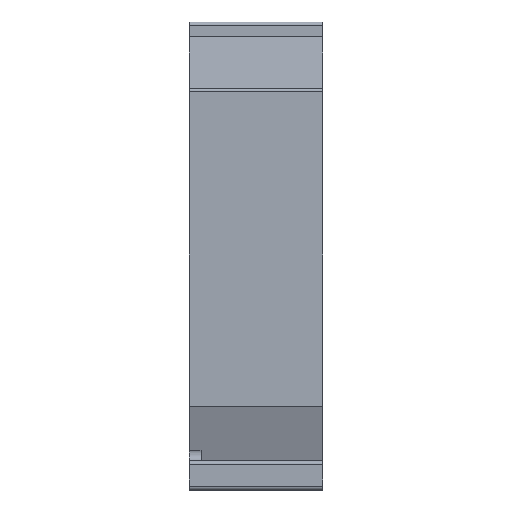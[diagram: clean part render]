
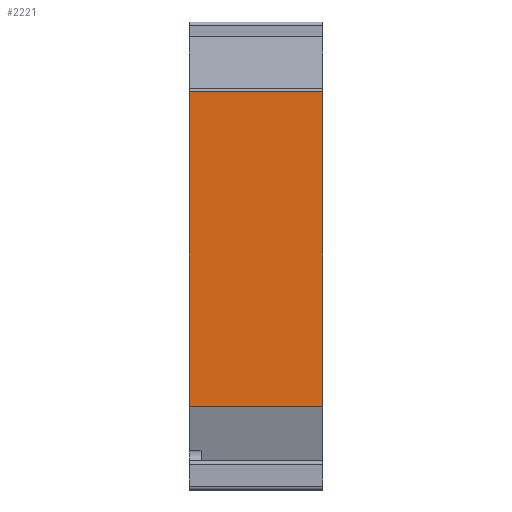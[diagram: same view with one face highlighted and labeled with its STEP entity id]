
A CAD part, left-side view. The second image highlights one B-rep face of the part: STEP entity #2221.
In plain terms, the highlighted planar face has unit normal (-1, 0, 0).
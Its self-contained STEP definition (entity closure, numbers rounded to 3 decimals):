
#333=ORIENTED_EDGE('',*,*,#876,.F.);
#334=ORIENTED_EDGE('',*,*,#995,.T.);
#335=ORIENTED_EDGE('',*,*,#996,.F.);
#336=ORIENTED_EDGE('',*,*,#997,.T.);
#876=EDGE_CURVE('',#1209,#1210,#1432,.T.);
#995=EDGE_CURVE('',#1209,#1321,#1503,.T.);
#996=EDGE_CURVE('',#1322,#1321,#1504,.T.);
#997=EDGE_CURVE('',#1322,#1210,#1505,.T.);
#1209=VERTEX_POINT('',#3290);
#1210=VERTEX_POINT('',#3292);
#1321=VERTEX_POINT('',#3531);
#1322=VERTEX_POINT('',#3533);
#1432=LINE('',#3291,#1668);
#1503=LINE('',#3530,#1739);
#1504=LINE('',#3532,#1740);
#1505=LINE('',#3534,#1741);
#1668=VECTOR('',#2606,1000.);
#1739=VECTOR('',#2791,1000.);
#1740=VECTOR('',#2792,1000.);
#1741=VECTOR('',#2793,1000.);
#1903=EDGE_LOOP('',(#333,#334,#335,#336));
#2031=FACE_BOUND('',#1903,.T.);
#2154=PLANE('',#2407);
#2221=ADVANCED_FACE('',(#2031),#2154,.T.);
#2407=AXIS2_PLACEMENT_3D('',#3529,#2789,#2790);
#2606=DIRECTION('',(0.,0.,-1.));
#2789=DIRECTION('',(-1.,0.,0.));
#2790=DIRECTION('',(0.,0.,1.));
#2791=DIRECTION('',(0.,1.,0.));
#2792=DIRECTION('',(0.,0.,1.));
#2793=DIRECTION('',(0.,-1.,0.));
#3290=CARTESIAN_POINT('',(-30.,-18.,22.139));
#3291=CARTESIAN_POINT('',(-30.,-18.,-7.3));
#3292=CARTESIAN_POINT('',(-30.,-18.,-20.25));
#3529=CARTESIAN_POINT('',(-30.,-1.6,-31.5));
#3530=CARTESIAN_POINT('',(-30.,-1.6,22.139));
#3531=CARTESIAN_POINT('',(-30.,0.,22.139));
#3532=CARTESIAN_POINT('',(-30.,0.,-31.5));
#3533=CARTESIAN_POINT('',(-30.,0.,-20.25));
#3534=CARTESIAN_POINT('',(-30.,-1.6,-20.25));
